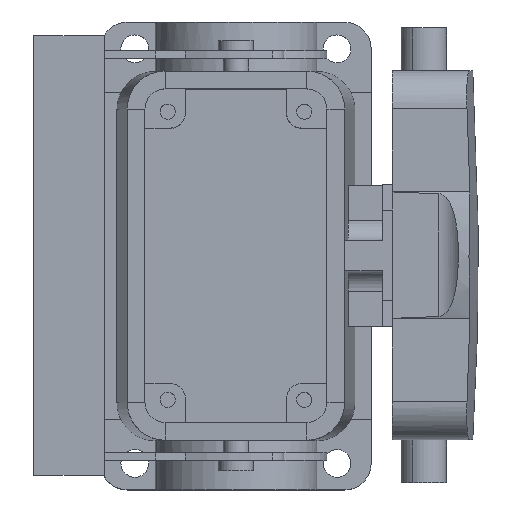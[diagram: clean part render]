
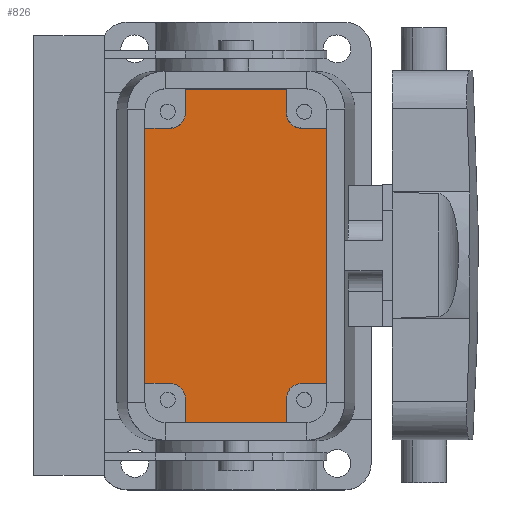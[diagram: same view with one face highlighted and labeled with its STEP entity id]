
A CAD part, top view. The second image highlights one B-rep face of the part: STEP entity #826.
In plain terms, the highlighted planar face has unit normal (0, 0, 1).
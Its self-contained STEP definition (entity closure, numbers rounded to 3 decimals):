
#681=AXIS2_PLACEMENT_3D('Plane Axis2P3D',#678,#679,#680) ;
#82=CARTESIAN_POINT('Vertex',(30.,13.25,5.5)) ;
#124=CARTESIAN_POINT('Vertex',(50.,13.25,5.5)) ;
#127=CARTESIAN_POINT('Line Origine',(40.,13.25,5.5)) ;
#208=CARTESIAN_POINT('Vertex',(30.,18.,5.5)) ;
#216=CARTESIAN_POINT('Line Origine',(30.,15.625,5.5)) ;
#659=CARTESIAN_POINT('Line Origine',(50.,15.625,5.5)) ;
#663=CARTESIAN_POINT('Vertex',(50.,18.,5.5)) ;
#678=CARTESIAN_POINT('Axis2P3D Location',(40.,46.25,5.5)) ;
#684=CARTESIAN_POINT('Control Point',(50.,18.,5.5)) ;
#685=CARTESIAN_POINT('Control Point',(50.,18.339,5.5)) ;
#686=CARTESIAN_POINT('Control Point',(50.048,18.679,5.5)) ;
#687=CARTESIAN_POINT('Control Point',(50.144,19.009,5.5)) ;
#688=CARTESIAN_POINT('Control Point',(50.427,19.634,5.5)) ;
#689=CARTESIAN_POINT('Control Point',(50.872,20.155,5.5)) ;
#690=CARTESIAN_POINT('Control Point',(51.13,20.383,5.5)) ;
#691=CARTESIAN_POINT('Control Point',(51.639,20.717,5.5)) ;
#692=CARTESIAN_POINT('Control Point',(52.213,20.913,5.5)) ;
#693=CARTESIAN_POINT('Control Point',(52.473,20.971,5.5)) ;
#694=CARTESIAN_POINT('Control Point',(52.736,21.,5.5)) ;
#695=CARTESIAN_POINT('Control Point',(53.,21.,5.5)) ;
#696=CARTESIAN_POINT('Vertex',(53.,21.,5.5)) ;
#699=CARTESIAN_POINT('Line Origine',(55.5,21.,5.5)) ;
#703=CARTESIAN_POINT('Vertex',(58.,21.,5.5)) ;
#706=CARTESIAN_POINT('Line Origine',(58.,46.25,5.5)) ;
#710=CARTESIAN_POINT('Vertex',(58.,71.5,5.5)) ;
#713=CARTESIAN_POINT('Line Origine',(55.5,71.5,5.5)) ;
#717=CARTESIAN_POINT('Vertex',(53.,71.5,5.5)) ;
#721=CARTESIAN_POINT('Control Point',(53.,71.5,5.5)) ;
#722=CARTESIAN_POINT('Control Point',(52.661,71.5,5.5)) ;
#723=CARTESIAN_POINT('Control Point',(52.321,71.548,5.5)) ;
#724=CARTESIAN_POINT('Control Point',(51.991,71.644,5.5)) ;
#725=CARTESIAN_POINT('Control Point',(51.366,71.927,5.5)) ;
#726=CARTESIAN_POINT('Control Point',(50.845,72.372,5.5)) ;
#727=CARTESIAN_POINT('Control Point',(50.617,72.63,5.5)) ;
#728=CARTESIAN_POINT('Control Point',(50.283,73.139,5.5)) ;
#729=CARTESIAN_POINT('Control Point',(50.087,73.713,5.5)) ;
#730=CARTESIAN_POINT('Control Point',(50.029,73.973,5.5)) ;
#731=CARTESIAN_POINT('Control Point',(50.,74.236,5.5)) ;
#732=CARTESIAN_POINT('Control Point',(50.,74.5,5.5)) ;
#733=CARTESIAN_POINT('Vertex',(50.,74.5,5.5)) ;
#736=CARTESIAN_POINT('Line Origine',(50.,76.875,5.5)) ;
#740=CARTESIAN_POINT('Vertex',(50.,79.25,5.5)) ;
#743=CARTESIAN_POINT('Line Origine',(40.,79.25,5.5)) ;
#747=CARTESIAN_POINT('Vertex',(30.,79.25,5.5)) ;
#750=CARTESIAN_POINT('Line Origine',(30.,76.875,5.5)) ;
#754=CARTESIAN_POINT('Vertex',(30.,74.5,5.5)) ;
#758=CARTESIAN_POINT('Control Point',(30.,74.5,5.5)) ;
#759=CARTESIAN_POINT('Control Point',(30.,74.161,5.5)) ;
#760=CARTESIAN_POINT('Control Point',(29.952,73.821,5.5)) ;
#761=CARTESIAN_POINT('Control Point',(29.856,73.491,5.5)) ;
#762=CARTESIAN_POINT('Control Point',(29.573,72.866,5.5)) ;
#763=CARTESIAN_POINT('Control Point',(29.128,72.345,5.5)) ;
#764=CARTESIAN_POINT('Control Point',(28.87,72.117,5.5)) ;
#765=CARTESIAN_POINT('Control Point',(28.361,71.783,5.5)) ;
#766=CARTESIAN_POINT('Control Point',(27.787,71.587,5.5)) ;
#767=CARTESIAN_POINT('Control Point',(27.527,71.529,5.5)) ;
#768=CARTESIAN_POINT('Control Point',(27.264,71.5,5.5)) ;
#769=CARTESIAN_POINT('Control Point',(27.,71.5,5.5)) ;
#770=CARTESIAN_POINT('Vertex',(27.,71.5,5.5)) ;
#773=CARTESIAN_POINT('Line Origine',(24.5,71.5,5.5)) ;
#777=CARTESIAN_POINT('Vertex',(22.,71.5,5.5)) ;
#780=CARTESIAN_POINT('Line Origine',(22.,46.25,5.5)) ;
#784=CARTESIAN_POINT('Vertex',(22.,21.,5.5)) ;
#787=CARTESIAN_POINT('Line Origine',(24.5,21.,5.5)) ;
#791=CARTESIAN_POINT('Vertex',(27.,21.,5.5)) ;
#795=CARTESIAN_POINT('Control Point',(27.,21.,5.5)) ;
#796=CARTESIAN_POINT('Control Point',(27.339,21.,5.5)) ;
#797=CARTESIAN_POINT('Control Point',(27.679,20.952,5.5)) ;
#798=CARTESIAN_POINT('Control Point',(28.009,20.856,5.5)) ;
#799=CARTESIAN_POINT('Control Point',(28.634,20.573,5.5)) ;
#800=CARTESIAN_POINT('Control Point',(29.155,20.128,5.5)) ;
#801=CARTESIAN_POINT('Control Point',(29.383,19.87,5.5)) ;
#802=CARTESIAN_POINT('Control Point',(29.717,19.361,5.5)) ;
#803=CARTESIAN_POINT('Control Point',(29.913,18.787,5.5)) ;
#804=CARTESIAN_POINT('Control Point',(29.971,18.527,5.5)) ;
#805=CARTESIAN_POINT('Control Point',(30.,18.264,5.5)) ;
#806=CARTESIAN_POINT('Control Point',(30.,18.,5.5)) ;
#128=DIRECTION('Vector Direction',(1.,0.,0.)) ;
#217=DIRECTION('Vector Direction',(0.,-1.,0.)) ;
#660=DIRECTION('Vector Direction',(0.,-1.,0.)) ;
#679=DIRECTION('Axis2P3D Direction',(-0.,0.,1.)) ;
#680=DIRECTION('Axis2P3D XDirection',(0.,-1.,0.)) ;
#700=DIRECTION('Vector Direction',(-1.,0.,0.)) ;
#707=DIRECTION('Vector Direction',(0.,-1.,0.)) ;
#714=DIRECTION('Vector Direction',(-1.,0.,0.)) ;
#737=DIRECTION('Vector Direction',(0.,1.,0.)) ;
#744=DIRECTION('Vector Direction',(-1.,0.,0.)) ;
#751=DIRECTION('Vector Direction',(0.,1.,0.)) ;
#774=DIRECTION('Vector Direction',(1.,0.,0.)) ;
#781=DIRECTION('Vector Direction',(0.,1.,0.)) ;
#788=DIRECTION('Vector Direction',(1.,0.,0.)) ;
#129=VECTOR('Line Direction',#128,1.) ;
#218=VECTOR('Line Direction',#217,1.) ;
#661=VECTOR('Line Direction',#660,1.) ;
#701=VECTOR('Line Direction',#700,1.) ;
#708=VECTOR('Line Direction',#707,1.) ;
#715=VECTOR('Line Direction',#714,1.) ;
#738=VECTOR('Line Direction',#737,1.) ;
#745=VECTOR('Line Direction',#744,1.) ;
#752=VECTOR('Line Direction',#751,1.) ;
#775=VECTOR('Line Direction',#774,1.) ;
#782=VECTOR('Line Direction',#781,1.) ;
#789=VECTOR('Line Direction',#788,1.) ;
#809=ORIENTED_EDGE('',*,*,#698,.F.) ;
#810=ORIENTED_EDGE('',*,*,#705,.F.) ;
#811=ORIENTED_EDGE('',*,*,#712,.T.) ;
#812=ORIENTED_EDGE('',*,*,#719,.T.) ;
#813=ORIENTED_EDGE('',*,*,#735,.F.) ;
#814=ORIENTED_EDGE('',*,*,#742,.T.) ;
#815=ORIENTED_EDGE('',*,*,#749,.T.) ;
#816=ORIENTED_EDGE('',*,*,#756,.F.) ;
#817=ORIENTED_EDGE('',*,*,#772,.F.) ;
#818=ORIENTED_EDGE('',*,*,#779,.F.) ;
#819=ORIENTED_EDGE('',*,*,#786,.T.) ;
#820=ORIENTED_EDGE('',*,*,#793,.T.) ;
#821=ORIENTED_EDGE('',*,*,#807,.F.) ;
#822=ORIENTED_EDGE('',*,*,#220,.T.) ;
#823=ORIENTED_EDGE('',*,*,#131,.T.) ;
#824=ORIENTED_EDGE('',*,*,#665,.F.) ;
#826=ADVANCED_FACE('Housing',(#825),#682,.T.) ;
#683=B_SPLINE_CURVE_WITH_KNOTS('',5,(#684,#685,#686,#687,#688,#689,#690,#691,#692,#693,#694,#695),.UNSPECIFIED.,.F.,.U.,(6,3,3,6),(0.,2.4,4.8,6.664),.UNSPECIFIED.) ;
#720=B_SPLINE_CURVE_WITH_KNOTS('',5,(#721,#722,#723,#724,#725,#726,#727,#728,#729,#730,#731,#732),.UNSPECIFIED.,.F.,.U.,(6,3,3,6),(0.,2.4,4.8,6.664),.UNSPECIFIED.) ;
#757=B_SPLINE_CURVE_WITH_KNOTS('',5,(#758,#759,#760,#761,#762,#763,#764,#765,#766,#767,#768,#769),.UNSPECIFIED.,.F.,.U.,(6,3,3,6),(0.,2.4,4.8,6.664),.UNSPECIFIED.) ;
#794=B_SPLINE_CURVE_WITH_KNOTS('',5,(#795,#796,#797,#798,#799,#800,#801,#802,#803,#804,#805,#806),.UNSPECIFIED.,.F.,.U.,(6,3,3,6),(0.,2.4,4.8,6.664),.UNSPECIFIED.) ;
#131=EDGE_CURVE('',#83,#125,#130,.T.) ;
#220=EDGE_CURVE('',#209,#83,#219,.T.) ;
#665=EDGE_CURVE('',#664,#125,#662,.T.) ;
#698=EDGE_CURVE('',#697,#664,#683,.F.) ;
#705=EDGE_CURVE('',#704,#697,#702,.T.) ;
#712=EDGE_CURVE('',#704,#711,#709,.F.) ;
#719=EDGE_CURVE('',#711,#718,#716,.T.) ;
#735=EDGE_CURVE('',#734,#718,#720,.F.) ;
#742=EDGE_CURVE('',#734,#741,#739,.T.) ;
#749=EDGE_CURVE('',#741,#748,#746,.T.) ;
#756=EDGE_CURVE('',#755,#748,#753,.T.) ;
#772=EDGE_CURVE('',#771,#755,#757,.F.) ;
#779=EDGE_CURVE('',#778,#771,#776,.T.) ;
#786=EDGE_CURVE('',#778,#785,#783,.F.) ;
#793=EDGE_CURVE('',#785,#792,#790,.T.) ;
#807=EDGE_CURVE('',#209,#792,#794,.F.) ;
#808=EDGE_LOOP('',(#809,#810,#811,#812,#813,#814,#815,#816,#817,#818,#819,#820,#821,#822,#823,#824)) ;
#825=FACE_OUTER_BOUND('',#808,.T.) ;
#130=LINE('Line',#127,#129) ;
#219=LINE('Line',#216,#218) ;
#662=LINE('Line',#659,#661) ;
#702=LINE('Line',#699,#701) ;
#709=LINE('Line',#706,#708) ;
#716=LINE('Line',#713,#715) ;
#739=LINE('Line',#736,#738) ;
#746=LINE('Line',#743,#745) ;
#753=LINE('Line',#750,#752) ;
#776=LINE('Line',#773,#775) ;
#783=LINE('Line',#780,#782) ;
#790=LINE('Line',#787,#789) ;
#682=PLANE('',#681) ;
#83=VERTEX_POINT('',#82) ;
#125=VERTEX_POINT('',#124) ;
#209=VERTEX_POINT('',#208) ;
#664=VERTEX_POINT('',#663) ;
#697=VERTEX_POINT('',#696) ;
#704=VERTEX_POINT('',#703) ;
#711=VERTEX_POINT('',#710) ;
#718=VERTEX_POINT('',#717) ;
#734=VERTEX_POINT('',#733) ;
#741=VERTEX_POINT('',#740) ;
#748=VERTEX_POINT('',#747) ;
#755=VERTEX_POINT('',#754) ;
#771=VERTEX_POINT('',#770) ;
#778=VERTEX_POINT('',#777) ;
#785=VERTEX_POINT('',#784) ;
#792=VERTEX_POINT('',#791) ;
